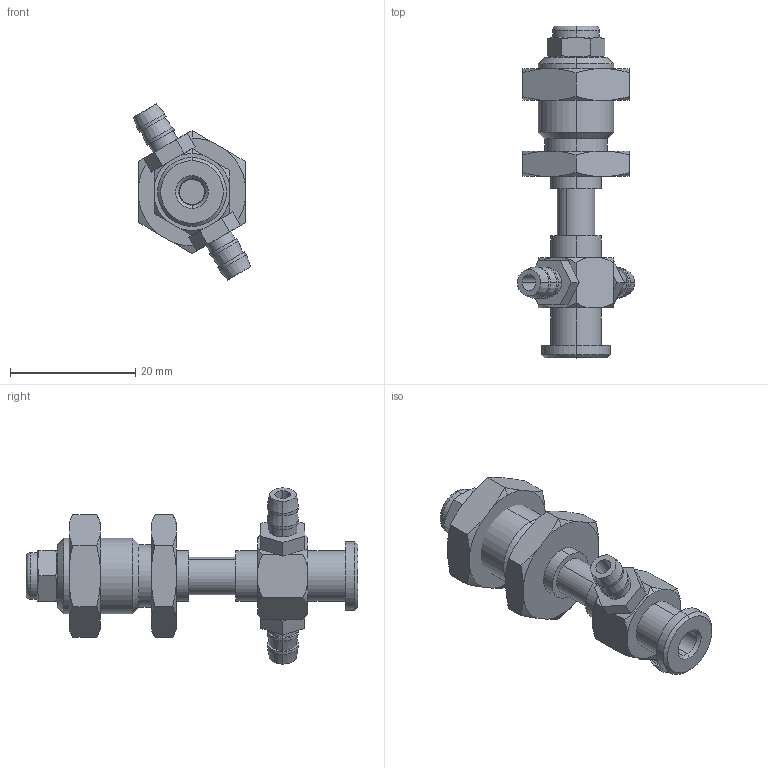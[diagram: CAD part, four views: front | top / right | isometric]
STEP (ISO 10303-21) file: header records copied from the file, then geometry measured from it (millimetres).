
FILE_DESCRIPTION (( 'STEP AP203' ), '1' );
FILE_NAME ('DL53-1211.STEP', '2018-06-04T03:50:02', ( '' ), ( '' ), 'SwSTEP 2.0', 'SolidWorks 2014', '' );
FILE_SCHEMA (( 'CONFIG_CONTROL_DESIGN' ));
Length unit declared in the file: millimetre
Products named in the file (7): DL45-1211-040; M5滅侂蹟譫; DL53-1211-030; DL53-1211; M5鞠瘍苤脣郋; DL45-1011-010; DL53-1011-020
Assembly tree (7 placements, depth 2):
  DL53-1211
    DL45-1011-010
    M5鞠瘍苤脣郋  x2
    DL53-1211-030
    DL45-1211-040
    DL53-1011-020
    M5滅侂蹟譫
Bounding box: 18.72 x 53 x 28.13 mm (x, y, z)
Volume: 5798.4 mm3; surface area: 5490.4 mm2
Topology: 7 solids, 7 shells, 196 faces, 456 edges, 290 vertices
Faces by surface type: cone 68, plane 68, cylinder 58, torus 2
Entity records: 5911 total; most frequent: CARTESIAN_POINT 1262, DIRECTION 822, ORIENTED_EDGE 800, EDGE_CURVE 400, AXIS2_PLACEMENT_3D 334, VERTEX_POINT 254, EDGE_LOOP 196, ADVANCED_FACE 170
